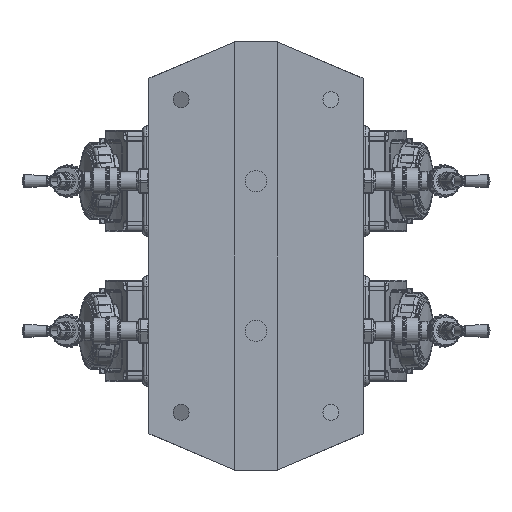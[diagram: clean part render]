
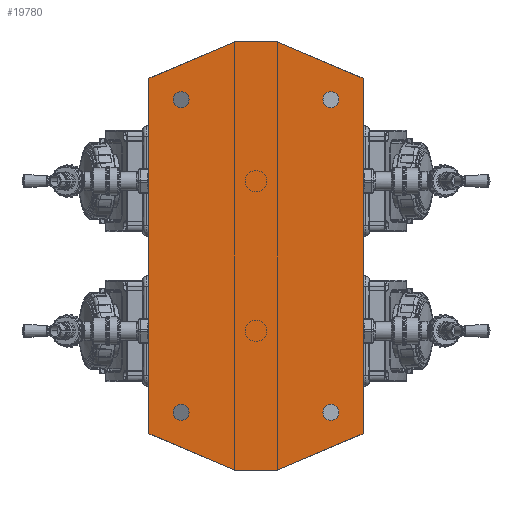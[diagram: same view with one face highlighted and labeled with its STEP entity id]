
A CAD part, front view. The second image highlights one B-rep face of the part: STEP entity #19780.
In plain terms, the highlighted planar face has unit normal (0, -1, 0).
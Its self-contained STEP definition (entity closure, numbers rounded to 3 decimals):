
#202 = CARTESIAN_POINT ( 'NONE',  ( -70., -5., 146.185 ) ) ;
#369 = EDGE_CURVE ( 'NONE', #15196, #38128, #14613, .T. ) ;
#895 = ORIENTED_EDGE ( 'NONE', *, *, #37723, .F. ) ;
#1039 = CARTESIAN_POINT ( 'NONE',  ( -70., -5., -138.685 ) ) ;
#1063 = FACE_BOUND ( 'NONE', #13136, .T. ) ;
#1263 = CARTESIAN_POINT ( 'NONE',  ( 70., -5., 153.685 ) ) ;
#1272 = DIRECTION ( 'NONE',  ( 0., 0., -1. ) ) ;
#1701 = VERTEX_POINT ( 'NONE', #21344 ) ;
#2385 = VECTOR ( 'NONE', #28415, 1000. ) ;
#3678 = DIRECTION ( 'NONE',  ( 0., -1., 0. ) ) ;
#4036 = DIRECTION ( 'NONE',  ( 0., 0., 1. ) ) ;
#4215 = PLANE ( 'NONE',  #37383 ) ;
#4316 = CARTESIAN_POINT ( 'NONE',  ( -20., -5., 200. ) ) ;
#4539 = ORIENTED_EDGE ( 'NONE', *, *, #44954, .T. ) ;
#5280 = CIRCLE ( 'NONE', #38119, 7.5 ) ;
#5594 = CARTESIAN_POINT ( 'NONE',  ( -70., -5., -146.185 ) ) ;
#5920 = AXIS2_PLACEMENT_3D ( 'NONE', #5594, #31837, #9381 ) ;
#6011 = EDGE_LOOP ( 'NONE', ( #34210, #40779 ) ) ;
#6528 = CARTESIAN_POINT ( 'NONE',  ( 100., -5., 166.042 ) ) ;
#6561 = ORIENTED_EDGE ( 'NONE', *, *, #24130, .F. ) ;
#6973 = CARTESIAN_POINT ( 'NONE',  ( -70., -5., 146.185 ) ) ;
#7440 = CIRCLE ( 'NONE', #15875, 7.5 ) ;
#8326 = ORIENTED_EDGE ( 'NONE', *, *, #35565, .T. ) ;
#8735 = CARTESIAN_POINT ( 'NONE',  ( 100., -5., 166.042 ) ) ;
#8744 = AXIS2_PLACEMENT_3D ( 'NONE', #202, #26508, #4036 ) ;
#9381 = DIRECTION ( 'NONE',  ( 0., 0., -1. ) ) ;
#9387 = CARTESIAN_POINT ( 'NONE',  ( -100., -5., -166.042 ) ) ;
#9574 = ORIENTED_EDGE ( 'NONE', *, *, #10512, .T. ) ;
#9613 = CARTESIAN_POINT ( 'NONE',  ( 70., -5., -146.185 ) ) ;
#9959 = FACE_OUTER_BOUND ( 'NONE', #13626, .T. ) ;
#10512 = EDGE_CURVE ( 'NONE', #41876, #1701, #43120, .T. ) ;
#10528 = DIRECTION ( 'NONE',  ( 0., -1., 0. ) ) ;
#10770 = DIRECTION ( 'NONE',  ( 0., 0., 1. ) ) ;
#11001 = VERTEX_POINT ( 'NONE', #15620 ) ;
#11183 = FACE_BOUND ( 'NONE', #15820, .T. ) ;
#11390 = EDGE_CURVE ( 'NONE', #47437, #43201, #23088, .T. ) ;
#12485 = LINE ( 'NONE', #16978, #2385 ) ;
#13136 = EDGE_LOOP ( 'NONE', ( #895, #14028 ) ) ;
#13261 = DIRECTION ( 'NONE',  ( 1., 0., 0. ) ) ;
#13299 = CARTESIAN_POINT ( 'NONE',  ( -70., -5., 138.685 ) ) ;
#13423 = DIRECTION ( 'NONE',  ( 0., 0., 1. ) ) ;
#13626 = EDGE_LOOP ( 'NONE', ( #40523, #26159, #32961, #9574, #8326, #40291, #4539, #42237 ) ) ;
#13890 = VECTOR ( 'NONE', #47317, 1000. ) ;
#14028 = ORIENTED_EDGE ( 'NONE', *, *, #11390, .F. ) ;
#14613 = LINE ( 'NONE', #9387, #35668 ) ;
#14960 = VERTEX_POINT ( 'NONE', #4316 ) ;
#15196 = VERTEX_POINT ( 'NONE', #28062 ) ;
#15620 = CARTESIAN_POINT ( 'NONE',  ( 70., -5., -138.685 ) ) ;
#15820 = EDGE_LOOP ( 'NONE', ( #42849, #17175 ) ) ;
#15875 = AXIS2_PLACEMENT_3D ( 'NONE', #17806, #44058, #21564 ) ;
#16220 = EDGE_CURVE ( 'NONE', #35810, #11001, #5280, .T. ) ;
#16574 = CARTESIAN_POINT ( 'NONE',  ( 100., -5., -166.042 ) ) ;
#16889 = AXIS2_PLACEMENT_3D ( 'NONE', #32981, #10528, #36747 ) ;
#16978 = CARTESIAN_POINT ( 'NONE',  ( -20., -5., 200. ) ) ;
#17057 = VERTEX_POINT ( 'NONE', #47381 ) ;
#17175 = ORIENTED_EDGE ( 'NONE', *, *, #29179, .F. ) ;
#17806 = CARTESIAN_POINT ( 'NONE',  ( 70., -5., -146.185 ) ) ;
#18014 = VERTEX_POINT ( 'NONE', #1263 ) ;
#18046 = CARTESIAN_POINT ( 'NONE',  ( 70., -5., -153.685 ) ) ;
#18449 = AXIS2_PLACEMENT_3D ( 'NONE', #6973, #33219, #10770 ) ;
#19303 = DIRECTION ( 'NONE',  ( 0., 0., -1. ) ) ;
#19780 = ADVANCED_FACE ( 'NONE', ( #1063, #11183, #29915, #19905, #9959 ), #4215, .T. ) ;
#19905 = FACE_BOUND ( 'NONE', #6011, .T. ) ;
#20131 = LINE ( 'NONE', #28107, #38927 ) ;
#20713 = AXIS2_PLACEMENT_3D ( 'NONE', #26167, #3678, #29952 ) ;
#21344 = CARTESIAN_POINT ( 'NONE',  ( 20., -5., 200. ) ) ;
#21564 = DIRECTION ( 'NONE',  ( 0., 0., 1. ) ) ;
#21895 = CIRCLE ( 'NONE', #34200, 7.5 ) ;
#23088 = CIRCLE ( 'NONE', #8744, 7.5 ) ;
#23135 = VECTOR ( 'NONE', #27556, 1000. ) ;
#23142 = DIRECTION ( 'NONE',  ( -1., 0., 0. ) ) ;
#23192 = DIRECTION ( 'NONE',  ( 0., 0., -1. ) ) ;
#23342 = CARTESIAN_POINT ( 'NONE',  ( -100., -5., 166.042 ) ) ;
#23781 = LINE ( 'NONE', #43540, #13890 ) ;
#23794 = DIRECTION ( 'NONE',  ( 0., -1., 0. ) ) ;
#23953 = CARTESIAN_POINT ( 'NONE',  ( -20., -5., -200. ) ) ;
#24130 = EDGE_CURVE ( 'NONE', #11001, #35810, #7440, .T. ) ;
#25597 = VECTOR ( 'NONE', #23192, 1000. ) ;
#26159 = ORIENTED_EDGE ( 'NONE', *, *, #45356, .T. ) ;
#26167 = CARTESIAN_POINT ( 'NONE',  ( 70., -5., 146.185 ) ) ;
#26508 = DIRECTION ( 'NONE',  ( 0., -1., 0. ) ) ;
#27556 = DIRECTION ( 'NONE',  ( -0.921, 0., 0.391 ) ) ;
#28062 = CARTESIAN_POINT ( 'NONE',  ( -100., -5., -166.042 ) ) ;
#28107 = CARTESIAN_POINT ( 'NONE',  ( -20., -5., -200. ) ) ;
#28415 = DIRECTION ( 'NONE',  ( -0.921, 0., -0.391 ) ) ;
#29179 = EDGE_CURVE ( 'NONE', #18014, #36656, #41204, .T. ) ;
#29915 = FACE_BOUND ( 'NONE', #34267, .T. ) ;
#29952 = DIRECTION ( 'NONE',  ( 0., 0., -1. ) ) ;
#30483 = CARTESIAN_POINT ( 'NONE',  ( 0., -5., 0. ) ) ;
#31837 = DIRECTION ( 'NONE',  ( 0., -1., 0. ) ) ;
#31942 = CARTESIAN_POINT ( 'NONE',  ( 100., -5., -166.042 ) ) ;
#32656 = CARTESIAN_POINT ( 'NONE',  ( -100., -5., 166.042 ) ) ;
#32961 = ORIENTED_EDGE ( 'NONE', *, *, #44589, .T. ) ;
#32981 = CARTESIAN_POINT ( 'NONE',  ( -70., -5., -146.185 ) ) ;
#33219 = DIRECTION ( 'NONE',  ( 0., -1., 0. ) ) ;
#33942 = ORIENTED_EDGE ( 'NONE', *, *, #16220, .F. ) ;
#34200 = AXIS2_PLACEMENT_3D ( 'NONE', #46314, #23794, #1272 ) ;
#34210 = ORIENTED_EDGE ( 'NONE', *, *, #39789, .F. ) ;
#34267 = EDGE_LOOP ( 'NONE', ( #33942, #6561 ) ) ;
#34700 = LINE ( 'NONE', #41880, #43508 ) ;
#34860 = EDGE_CURVE ( 'NONE', #14960, #42933, #12485, .T. ) ;
#35240 = DIRECTION ( 'NONE',  ( 0., 0., 1. ) ) ;
#35565 = EDGE_CURVE ( 'NONE', #1701, #14960, #34700, .T. ) ;
#35617 = DIRECTION ( 'NONE',  ( 0.921, 0., -0.391 ) ) ;
#35668 = VECTOR ( 'NONE', #35617, 1000. ) ;
#35810 = VERTEX_POINT ( 'NONE', #18046 ) ;
#35844 = DIRECTION ( 'NONE',  ( 0., -1., 0. ) ) ;
#36470 = CARTESIAN_POINT ( 'NONE',  ( 20., -5., -200. ) ) ;
#36656 = VERTEX_POINT ( 'NONE', #43877 ) ;
#36747 = DIRECTION ( 'NONE',  ( 0., 0., -1. ) ) ;
#36765 = LINE ( 'NONE', #23342, #25597 ) ;
#37378 = CIRCLE ( 'NONE', #5920, 7.5 ) ;
#37383 = AXIS2_PLACEMENT_3D ( 'NONE', #30483, #41815, #19303 ) ;
#37723 = EDGE_CURVE ( 'NONE', #43201, #47437, #48079, .T. ) ;
#37798 = CIRCLE ( 'NONE', #16889, 7.5 ) ;
#38119 = AXIS2_PLACEMENT_3D ( 'NONE', #9613, #35844, #13423 ) ;
#38128 = VERTEX_POINT ( 'NONE', #23953 ) ;
#38705 = CARTESIAN_POINT ( 'NONE',  ( -70., -5., 153.685 ) ) ;
#38927 = VECTOR ( 'NONE', #13261, 1000. ) ;
#39473 = VERTEX_POINT ( 'NONE', #36470 ) ;
#39789 = EDGE_CURVE ( 'NONE', #17057, #43144, #37378, .T. ) ;
#40291 = ORIENTED_EDGE ( 'NONE', *, *, #34860, .T. ) ;
#40523 = ORIENTED_EDGE ( 'NONE', *, *, #47829, .T. ) ;
#40779 = ORIENTED_EDGE ( 'NONE', *, *, #47082, .F. ) ;
#41204 = CIRCLE ( 'NONE', #20713, 7.5 ) ;
#41815 = DIRECTION ( 'NONE',  ( 0., -1., 0. ) ) ;
#41876 = VERTEX_POINT ( 'NONE', #6528 ) ;
#41880 = CARTESIAN_POINT ( 'NONE',  ( 20., -5., 200. ) ) ;
#42237 = ORIENTED_EDGE ( 'NONE', *, *, #369, .T. ) ;
#42849 = ORIENTED_EDGE ( 'NONE', *, *, #48152, .F. ) ;
#42933 = VERTEX_POINT ( 'NONE', #32656 ) ;
#43120 = LINE ( 'NONE', #8735, #23135 ) ;
#43144 = VERTEX_POINT ( 'NONE', #1039 ) ;
#43199 = VERTEX_POINT ( 'NONE', #31942 ) ;
#43201 = VERTEX_POINT ( 'NONE', #13299 ) ;
#43508 = VECTOR ( 'NONE', #23142, 1000. ) ;
#43540 = CARTESIAN_POINT ( 'NONE',  ( 20., -5., -200. ) ) ;
#43832 = VECTOR ( 'NONE', #35240, 1000. ) ;
#43877 = CARTESIAN_POINT ( 'NONE',  ( 70., -5., 138.685 ) ) ;
#44058 = DIRECTION ( 'NONE',  ( 0., -1., 0. ) ) ;
#44589 = EDGE_CURVE ( 'NONE', #43199, #41876, #45026, .T. ) ;
#44954 = EDGE_CURVE ( 'NONE', #42933, #15196, #36765, .T. ) ;
#45026 = LINE ( 'NONE', #16574, #43832 ) ;
#45356 = EDGE_CURVE ( 'NONE', #39473, #43199, #23781, .T. ) ;
#46314 = CARTESIAN_POINT ( 'NONE',  ( 70., -5., 146.185 ) ) ;
#47082 = EDGE_CURVE ( 'NONE', #43144, #17057, #37798, .T. ) ;
#47317 = DIRECTION ( 'NONE',  ( 0.921, 0., 0.391 ) ) ;
#47381 = CARTESIAN_POINT ( 'NONE',  ( -70., -5., -153.685 ) ) ;
#47437 = VERTEX_POINT ( 'NONE', #38705 ) ;
#47829 = EDGE_CURVE ( 'NONE', #38128, #39473, #20131, .T. ) ;
#48079 = CIRCLE ( 'NONE', #18449, 7.5 ) ;
#48152 = EDGE_CURVE ( 'NONE', #36656, #18014, #21895, .T. ) ;
